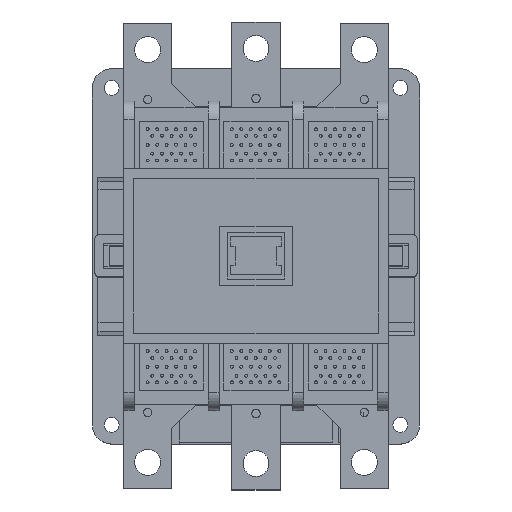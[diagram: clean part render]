
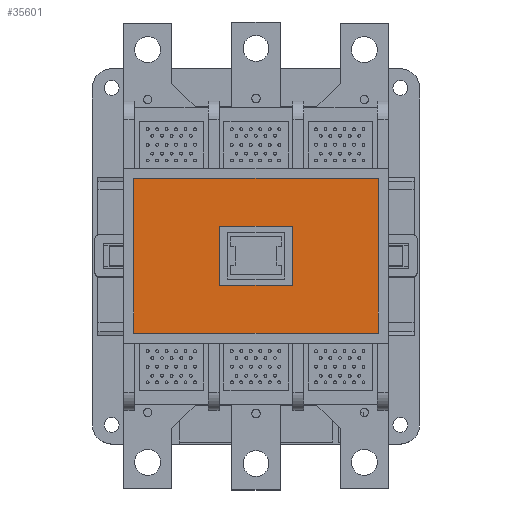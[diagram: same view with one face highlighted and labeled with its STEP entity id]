
A CAD part, top view. The second image highlights one B-rep face of the part: STEP entity #35601.
In plain terms, the highlighted planar face has unit normal (0, 0, 1).
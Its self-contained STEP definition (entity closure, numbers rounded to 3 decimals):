
#154 = VERTEX_POINT ( 'NONE', #33175 ) ;
#1131 = ORIENTED_EDGE ( 'NONE', *, *, #7730, .F. ) ;
#1369 = CARTESIAN_POINT ( 'NONE',  ( 0., 0., 28.8 ) ) ;
#2665 = FACE_BOUND ( 'NONE', #6331, .T. ) ;
#4390 = CARTESIAN_POINT ( 'NONE',  ( 15., 12.325, 28.8 ) ) ;
#4663 = DIRECTION ( 'NONE',  ( 0., 0., 1. ) ) ;
#6253 = CARTESIAN_POINT ( 'NONE',  ( -15., -12.325, 28.8 ) ) ;
#6331 = EDGE_LOOP ( 'NONE', ( #25993, #37921, #9793, #1131 ) ) ;
#6556 = EDGE_LOOP ( 'NONE', ( #29616, #20183, #26949, #40037 ) ) ;
#7569 = VECTOR ( 'NONE', #11083, 1000. ) ;
#7593 = CARTESIAN_POINT ( 'NONE',  ( 15., 12.325, 28.8 ) ) ;
#7730 = EDGE_CURVE ( 'NONE', #20377, #38534, #20185, .T. ) ;
#7956 = VERTEX_POINT ( 'NONE', #14186 ) ;
#8072 = EDGE_CURVE ( 'NONE', #37182, #19739, #14890, .T. ) ;
#9291 = CARTESIAN_POINT ( 'NONE',  ( 50.8, 32.15, 28.8 ) ) ;
#9793 = ORIENTED_EDGE ( 'NONE', *, *, #35021, .F. ) ;
#11083 = DIRECTION ( 'NONE',  ( -1., 0., 0. ) ) ;
#11407 = CARTESIAN_POINT ( 'NONE',  ( 15., -12.325, 28.8 ) ) ;
#11412 = CARTESIAN_POINT ( 'NONE',  ( -50.8, 32.15, 28.8 ) ) ;
#12604 = DIRECTION ( 'NONE',  ( -1., 0., 0. ) ) ;
#12737 = LINE ( 'NONE', #14175, #17522 ) ;
#13455 = FACE_OUTER_BOUND ( 'NONE', #6556, .T. ) ;
#14175 = CARTESIAN_POINT ( 'NONE',  ( -50.8, -32.15, 28.8 ) ) ;
#14186 = CARTESIAN_POINT ( 'NONE',  ( -15., -12.325, 28.8 ) ) ;
#14890 = LINE ( 'NONE', #35854, #43256 ) ;
#15981 = EDGE_CURVE ( 'NONE', #154, #7956, #43769, .T. ) ;
#16467 = VECTOR ( 'NONE', #30790, 1000. ) ;
#16712 = LINE ( 'NONE', #7593, #7569 ) ;
#17522 = VECTOR ( 'NONE', #31536, 1000. ) ;
#18947 = DIRECTION ( 'NONE',  ( 0., 1., 0. ) ) ;
#19485 = CARTESIAN_POINT ( 'NONE',  ( 50.8, 32.15, 28.8 ) ) ;
#19739 = VERTEX_POINT ( 'NONE', #19485 ) ;
#20183 = ORIENTED_EDGE ( 'NONE', *, *, #39166, .T. ) ;
#20185 = LINE ( 'NONE', #44236, #16467 ) ;
#20377 = VERTEX_POINT ( 'NONE', #36639 ) ;
#20998 = EDGE_CURVE ( 'NONE', #7956, #20377, #35189, .T. ) ;
#21130 = DIRECTION ( 'NONE',  ( 1., 0., 0. ) ) ;
#22797 = AXIS2_PLACEMENT_3D ( 'NONE', #1369, #4663, #42269 ) ;
#24961 = CARTESIAN_POINT ( 'NONE',  ( -50.8, -32.15, 28.8 ) ) ;
#25422 = VECTOR ( 'NONE', #12604, 1000. ) ;
#25993 = ORIENTED_EDGE ( 'NONE', *, *, #20998, .F. ) ;
#26949 = ORIENTED_EDGE ( 'NONE', *, *, #8072, .T. ) ;
#28006 = DIRECTION ( 'NONE',  ( 1., 0., 0. ) ) ;
#28143 = EDGE_CURVE ( 'NONE', #34521, #35017, #12737, .T. ) ;
#28331 = CARTESIAN_POINT ( 'NONE',  ( 50.8, -32.15, 28.8 ) ) ;
#29154 = CARTESIAN_POINT ( 'NONE',  ( 50.8, -32.15, 28.8 ) ) ;
#29616 = ORIENTED_EDGE ( 'NONE', *, *, #28143, .T. ) ;
#29719 = LINE ( 'NONE', #9291, #25422 ) ;
#30130 = EDGE_CURVE ( 'NONE', #19739, #34521, #29719, .T. ) ;
#30225 = DIRECTION ( 'NONE',  ( 0., -1., 0. ) ) ;
#30790 = DIRECTION ( 'NONE',  ( 0., 1., 0. ) ) ;
#31387 = VECTOR ( 'NONE', #21130, 1000. ) ;
#31536 = DIRECTION ( 'NONE',  ( 0., -1., 0. ) ) ;
#33175 = CARTESIAN_POINT ( 'NONE',  ( -15., 12.325, 28.8 ) ) ;
#34521 = VERTEX_POINT ( 'NONE', #11412 ) ;
#34683 = VECTOR ( 'NONE', #30225, 1000. ) ;
#35017 = VERTEX_POINT ( 'NONE', #24961 ) ;
#35021 = EDGE_CURVE ( 'NONE', #38534, #154, #16712, .T. ) ;
#35189 = LINE ( 'NONE', #11407, #42700 ) ;
#35526 = PLANE ( 'NONE',  #22797 ) ;
#35601 = ADVANCED_FACE ( 'NONE', ( #13455, #2665 ), #35526, .T. ) ;
#35854 = CARTESIAN_POINT ( 'NONE',  ( 50.8, -32.15, 28.8 ) ) ;
#36639 = CARTESIAN_POINT ( 'NONE',  ( 15., -12.325, 28.8 ) ) ;
#36758 = LINE ( 'NONE', #28331, #31387 ) ;
#37182 = VERTEX_POINT ( 'NONE', #29154 ) ;
#37921 = ORIENTED_EDGE ( 'NONE', *, *, #15981, .F. ) ;
#38534 = VERTEX_POINT ( 'NONE', #4390 ) ;
#39166 = EDGE_CURVE ( 'NONE', #35017, #37182, #36758, .T. ) ;
#40037 = ORIENTED_EDGE ( 'NONE', *, *, #30130, .T. ) ;
#42269 = DIRECTION ( 'NONE',  ( 1., 0., 0. ) ) ;
#42700 = VECTOR ( 'NONE', #28006, 1000. ) ;
#43256 = VECTOR ( 'NONE', #18947, 1000. ) ;
#43769 = LINE ( 'NONE', #6253, #34683 ) ;
#44236 = CARTESIAN_POINT ( 'NONE',  ( 15., -12.325, 28.8 ) ) ;
